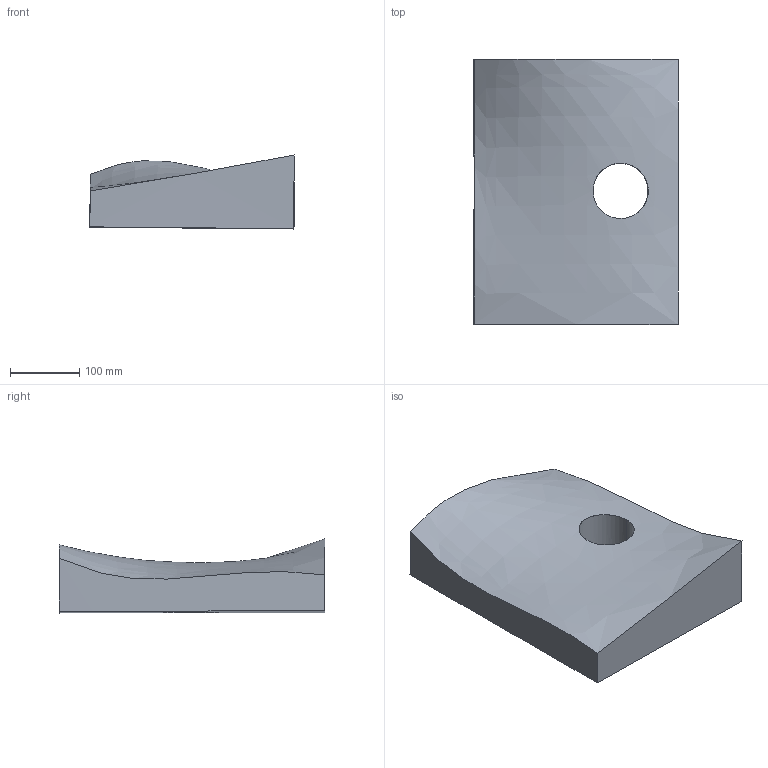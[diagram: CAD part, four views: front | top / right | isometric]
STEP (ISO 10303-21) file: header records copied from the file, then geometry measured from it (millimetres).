
FILE_DESCRIPTION(/* description */ (''),/* implementation_level */ '2;1');
FILE_NAME(/* name */ 'WobblyBlock',/* time_stamp */ '2024-01-12T11:45:03+00:00',/* author */ (''),/* organization */ (''),/* preprocessor_version */ 'ST-DEVELOPER v16.5',/* originating_system */ 'Rhino 7.36',/* authorisation */ '');
FILE_SCHEMA (('CONFIG_CONTROL_DESIGN'));
Length unit declared in the file: millimetre
Products named in the file (1): Document
Bounding box: 296.08 x 384.25 x 107.14 mm (x, y, z)
Surface area: 330286.9 mm2 (no closed solid volume)
Topology: 0 solids, 2 shells, 8 faces, 23 edges, 17 vertices
Faces by surface type: bspline 7, plane 1
Entity records: 4586 total; most frequent: CARTESIAN_POINT 4360, ORIENTED_EDGE 35, EDGE_CURVE 23, B_SPLINE_CURVE_WITH_KNOTS 21, VERTEX_POINT 17, EDGE_LOOP 10, ADVANCED_FACE 8, FACE_OUTER_BOUND 8
